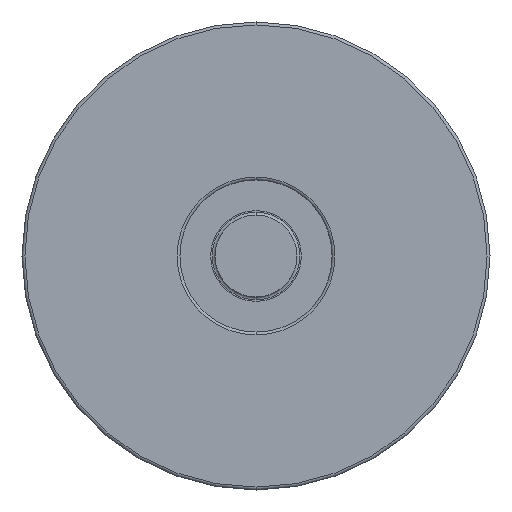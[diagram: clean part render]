
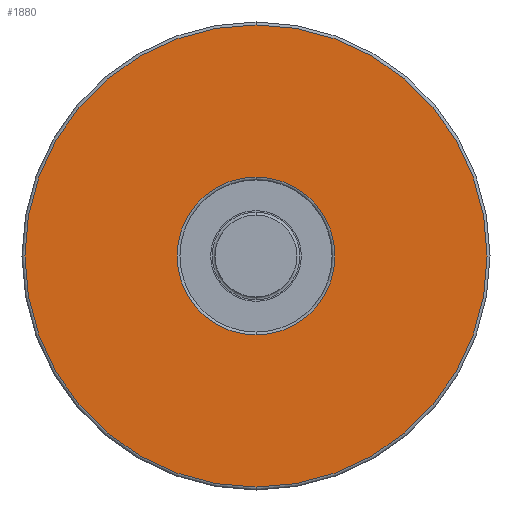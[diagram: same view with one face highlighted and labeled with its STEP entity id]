
A CAD part, front view. The second image highlights one B-rep face of the part: STEP entity #1880.
In plain terms, the highlighted planar face has unit normal (0, -1, 0).
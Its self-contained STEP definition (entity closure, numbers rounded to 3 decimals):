
#1098 = CARTESIAN_POINT ( 'NONE',  ( 0., 0., 39.5 ) ) ;
#1129 = CARTESIAN_POINT ( 'NONE',  ( 0., 0., -13.5 ) ) ;
#1130 = CARTESIAN_POINT ( 'NONE',  ( 0., 0., 13.5 ) ) ;
#1131 = DIRECTION ( 'NONE',  ( 0., 0., -1. ) ) ;
#1132 = DIRECTION ( 'NONE',  ( 0., 1., 0. ) ) ;
#1205 = CIRCLE ( 'NONE', #1214, 13.5 ) ;
#1213 = CARTESIAN_POINT ( 'NONE',  ( 0., 0., 0. ) ) ;
#1214 = AXIS2_PLACEMENT_3D ( 'NONE', #1213, #1132, #1131 ) ;
#1385 = CARTESIAN_POINT ( 'NONE',  ( 0., 0., 0. ) ) ;
#1428 = CARTESIAN_POINT ( 'NONE',  ( 0., 0., 0. ) ) ;
#1435 = CIRCLE ( 'NONE', #1438, 13.5 ) ;
#1436 = DIRECTION ( 'NONE',  ( 0., 0., -1. ) ) ;
#1437 = DIRECTION ( 'NONE',  ( 0., 1., 0. ) ) ;
#1438 = AXIS2_PLACEMENT_3D ( 'NONE', #1385, #1437, #1436 ) ;
#1439 = PLANE ( 'NONE',  #1443 ) ;
#1440 = FACE_OUTER_BOUND ( 'NONE', #1826, .T. ) ;
#1441 = FACE_BOUND ( 'NONE', #1877, .T. ) ;
#1442 = CARTESIAN_POINT ( 'NONE',  ( -40., 0., 0. ) ) ;
#1443 = AXIS2_PLACEMENT_3D ( 'NONE', #1442, #1448, #1447 ) ;
#1447 = DIRECTION ( 'NONE',  ( 0., 0., -1. ) ) ;
#1448 = DIRECTION ( 'NONE',  ( 0., -1., 0. ) ) ;
#1465 = CIRCLE ( 'NONE', #1470, 39.5 ) ;
#1466 = CARTESIAN_POINT ( 'NONE',  ( 0., 0., -39.5 ) ) ;
#1467 = DIRECTION ( 'NONE',  ( 0., 0., -1. ) ) ;
#1468 = DIRECTION ( 'NONE',  ( 0., -1., 0. ) ) ;
#1469 = CARTESIAN_POINT ( 'NONE',  ( 0., 0., 0. ) ) ;
#1470 = AXIS2_PLACEMENT_3D ( 'NONE', #1469, #1468, #1467 ) ;
#1488 = AXIS2_PLACEMENT_3D ( 'NONE', #1428, #1493, #1492 ) ;
#1489 = CIRCLE ( 'NONE', #1488, 39.5 ) ;
#1492 = DIRECTION ( 'NONE',  ( 0., 0., -1. ) ) ;
#1493 = DIRECTION ( 'NONE',  ( 0., -1., 0. ) ) ;
#1757 = VERTEX_POINT ( 'NONE', #1098 ) ;
#1815 = EDGE_CURVE ( 'NONE', #1816, #1817, #1205, .T. ) ;
#1816 = VERTEX_POINT ( 'NONE', #1130 ) ;
#1817 = VERTEX_POINT ( 'NONE', #1129 ) ;
#1826 = EDGE_LOOP ( 'NONE', ( #1845, #1846 ) ) ;
#1844 = ORIENTED_EDGE ( 'NONE', *, *, #1815, .T. ) ;
#1845 = ORIENTED_EDGE ( 'NONE', *, *, #1855, .T. ) ;
#1846 = ORIENTED_EDGE ( 'NONE', *, *, #1847, .T. ) ;
#1847 = EDGE_CURVE ( 'NONE', #1757, #1856, #1489, .T. ) ;
#1855 = EDGE_CURVE ( 'NONE', #1856, #1757, #1465, .T. ) ;
#1856 = VERTEX_POINT ( 'NONE', #1466 ) ;
#1877 = EDGE_LOOP ( 'NONE', ( #1878, #1844 ) ) ;
#1878 = ORIENTED_EDGE ( 'NONE', *, *, #1879, .T. ) ;
#1879 = EDGE_CURVE ( 'NONE', #1817, #1816, #1435, .T. ) ;
#1880 = ADVANCED_FACE ( 'NONE', ( #1441, #1440 ), #1439, .T. ) ;
